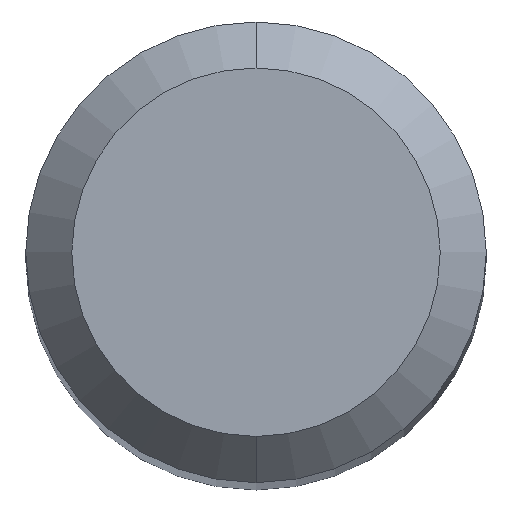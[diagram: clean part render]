
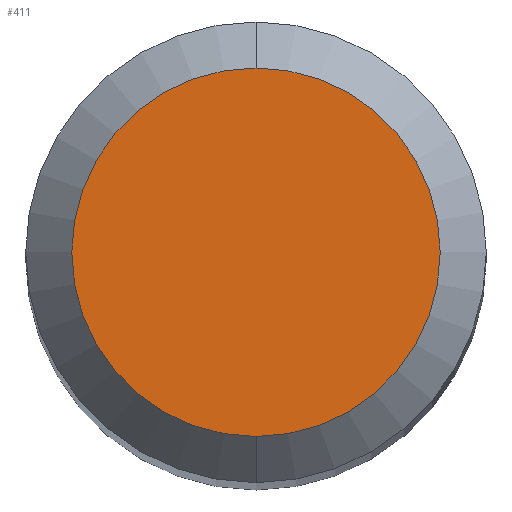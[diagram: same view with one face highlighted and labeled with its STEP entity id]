
A CAD part, top view. The second image highlights one B-rep face of the part: STEP entity #411.
In plain terms, the highlighted planar face has unit normal (0, 0, 1).
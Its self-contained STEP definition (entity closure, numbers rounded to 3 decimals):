
#177=EDGE_CURVE('',#217,#449,#484,.T.);
#217=VERTEX_POINT('',#529);
#411=ADVANCED_FACE('',(#743),#744,.T.);
#431=EDGE_CURVE('',#449,#217,#766,.T.);
#449=VERTEX_POINT('',#786);
#484=CIRCLE('',#814,1.2);
#529=CARTESIAN_POINT('',(0.0,1.2,0.0));
#743=FACE_OUTER_BOUND('',#1267,.T.);
#744=PLANE('',#1268);
#766=CIRCLE('',#1324,1.2);
#786=CARTESIAN_POINT('',(0.,-1.2,0.0));
#814=AXIS2_PLACEMENT_3D('',#1445,#1446,#1447);
#1267=EDGE_LOOP('',(#1748,#1749));
#1268=AXIS2_PLACEMENT_3D('',#1750,#1751,#1752);
#1324=AXIS2_PLACEMENT_3D('',#1777,#1778,#1779);
#1445=CARTESIAN_POINT('',(0.0,0.0,0.0));
#1446=DIRECTION('',(0.0,0.0,-1.0));
#1447=DIRECTION('',(0.0,1.0,0.0));
#1748=ORIENTED_EDGE('',*,*,#177,.F.);
#1749=ORIENTED_EDGE('',*,*,#431,.F.);
#1750=CARTESIAN_POINT('',(0.0,0.6,0.0));
#1751=DIRECTION('',(-0.0,0.0,1.0));
#1752=DIRECTION('',(0.0,-1.0,0.0));
#1777=CARTESIAN_POINT('',(0.0,0.0,0.0));
#1778=DIRECTION('',(0.0,0.0,-1.0));
#1779=DIRECTION('',(0.0,1.0,0.0));
